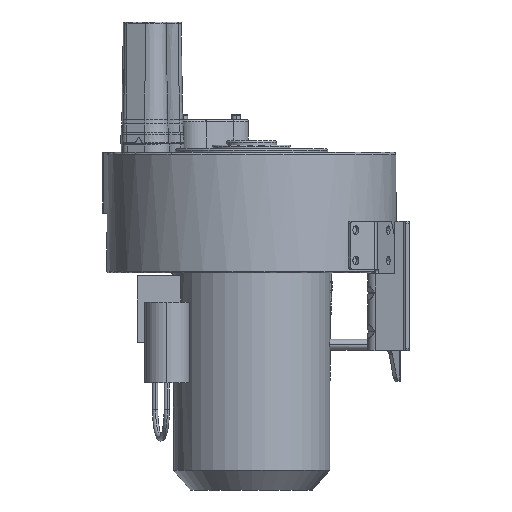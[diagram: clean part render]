
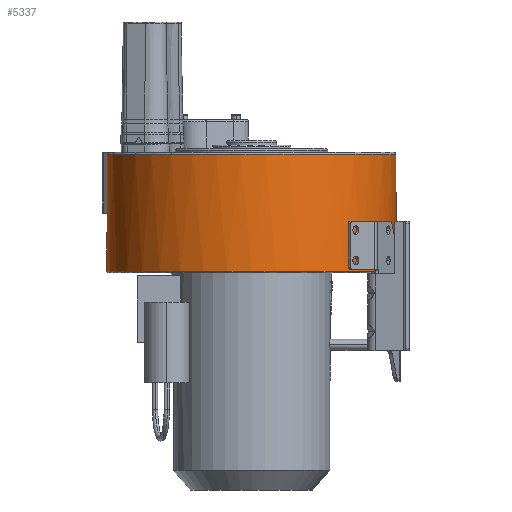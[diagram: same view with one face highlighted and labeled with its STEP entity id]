
A CAD part, left-side view. The second image highlights one B-rep face of the part: STEP entity #5337.
In plain terms, the highlighted cylindrical face has radius 162 mm (diameter 324 mm), a partial arc.
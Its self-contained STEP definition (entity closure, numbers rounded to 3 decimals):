
#1766=CARTESIAN_POINT('',(0.,0.,-15.2));
#1767=DIRECTION('',(0.,0.,-1.));
#1768=DIRECTION('',(0.975,0.221,0.));
#1769=AXIS2_PLACEMENT_3D('',#1766,#1767,#1768);
#1771=CARTESIAN_POINT('',(35.863,157.98,-15.2));
#1840=CARTESIAN_POINT('',(157.98,35.863,-15.2));
#1842=DIRECTION('',(0.,0.,-1.));
#1843=VECTOR('',#1842,65.);
#1844=CARTESIAN_POINT('',(137.068,86.35,-81.2));
#1845=LINE('',#1844,#1843);
#1846=CARTESIAN_POINT('',(0.,0.,-81.2));
#1847=DIRECTION('',(0.,0.,-1.));
#1848=DIRECTION('',(0.395,0.919,0.));
#1849=AXIS2_PLACEMENT_3D('',#1846,#1847,#1848);
#1851=CARTESIAN_POINT('',(0.,0.,-81.2));
#1852=DIRECTION('',(0.,0.,-1.));
#1853=DIRECTION('',(0.221,0.975,0.));
#1854=AXIS2_PLACEMENT_3D('',#1851,#1852,#1853);
#1856=DIRECTION('',(0.,0.,-1.));
#1857=VECTOR('',#1856,66.);
#1858=CARTESIAN_POINT('',(35.863,157.98,-15.2));
#1859=LINE('',#1858,#1857);
#1860=DIRECTION('',(0.,0.,-1.));
#1861=VECTOR('',#1860,66.);
#1862=CARTESIAN_POINT('',(157.98,35.863,-15.2));
#1863=LINE('',#1862,#1861);
#1864=CARTESIAN_POINT('',(0.,0.,-81.2));
#1865=DIRECTION('',(0.,0.,-1.));
#1866=DIRECTION('',(0.975,0.221,0.));
#1867=AXIS2_PLACEMENT_3D('',#1864,#1865,#1866);
#1869=CARTESIAN_POINT('',(0.,0.,-81.2));
#1870=DIRECTION('',(0.,0.,-1.));
#1871=DIRECTION('',(0.929,-0.37,0.));
#1872=AXIS2_PLACEMENT_3D('',#1869,#1870,#1871);
#1874=DIRECTION('',(0.,0.,-1.));
#1875=VECTOR('',#1874,65.);
#1876=CARTESIAN_POINT('',(137.068,-86.35,-81.2));
#1877=LINE('',#1876,#1875);
#1878=CARTESIAN_POINT('',(0.,0.,-146.2));
#1879=DIRECTION('',(0.,0.,1.));
#1880=DIRECTION('',(0.846,0.533,0.));
#1881=AXIS2_PLACEMENT_3D('',#1878,#1879,#1880);
#1952=CARTESIAN_POINT('',(137.068,86.35,-146.2));
#2639=CARTESIAN_POINT('',(137.068,-86.35,-81.2));
#2640=CARTESIAN_POINT('',(137.068,-86.35,-146.2));
#2641=VERTEX_POINT('',#2639);
#2642=VERTEX_POINT('',#2640);
#2644=VERTEX_POINT('',#1840);
#2645=VERTEX_POINT('',#1771);
#2648=VERTEX_POINT('',#1952);
#2748=CARTESIAN_POINT('',(150.5,-59.948,-81.2));
#2749=VERTEX_POINT('',#2748);
#2750=CARTESIAN_POINT('',(157.98,35.863,-81.2));
#2751=VERTEX_POINT('',#2750);
#2754=CARTESIAN_POINT('',(64.03,148.809,-81.2));
#2755=CARTESIAN_POINT('',(137.068,86.35,-81.2));
#2756=VERTEX_POINT('',#2754);
#2757=VERTEX_POINT('',#2755);
#2758=CARTESIAN_POINT('',(35.863,157.98,-81.2));
#2759=VERTEX_POINT('',#2758);
#5311=CARTESIAN_POINT('',(0.,0.,19.56));
#5312=DIRECTION('',(0.,0.,-1.));
#5313=DIRECTION('',(0.,-1.,0.));
#5314=AXIS2_PLACEMENT_3D('',#5311,#5312,#5313);
#5315=CYLINDRICAL_SURFACE('',#5314,162.);
#5317=ORIENTED_EDGE('',*,*,#5316,.F.);
#5319=ORIENTED_EDGE('',*,*,#5318,.F.);
#5321=ORIENTED_EDGE('',*,*,#5320,.F.);
#5323=ORIENTED_EDGE('',*,*,#5322,.F.);
#5325=ORIENTED_EDGE('',*,*,#5324,.F.);
#5326=ORIENTED_EDGE('',*,*,#5301,.F.);
#5328=ORIENTED_EDGE('',*,*,#5327,.T.);
#5330=ORIENTED_EDGE('',*,*,#5329,.T.);
#5332=ORIENTED_EDGE('',*,*,#5331,.T.);
#5334=ORIENTED_EDGE('',*,*,#5333,.T.);
#5335=EDGE_LOOP('',(#5317,#5319,#5321,#5323,#5325,#5326,#5328,#5330,#5332,
#5334));
#5336=FACE_OUTER_BOUND('',#5335,.F.);
#5337=ADVANCED_FACE('',(#5336),#5315,.T.);
#1770=CIRCLE('',#1769,162.);
#1850=CIRCLE('',#1849,162.);
#1855=CIRCLE('',#1854,162.);
#1868=CIRCLE('',#1867,162.);
#1873=CIRCLE('',#1872,162.);
#1882=CIRCLE('',#1881,162.);
#5301=EDGE_CURVE('',#2644,#2645,#1770,.T.);
#5316=EDGE_CURVE('',#2648,#2642,#1882,.T.);
#5318=EDGE_CURVE('',#2757,#2648,#1845,.T.);
#5320=EDGE_CURVE('',#2756,#2757,#1850,.T.);
#5322=EDGE_CURVE('',#2759,#2756,#1855,.T.);
#5324=EDGE_CURVE('',#2645,#2759,#1859,.T.);
#5327=EDGE_CURVE('',#2644,#2751,#1863,.T.);
#5329=EDGE_CURVE('',#2751,#2749,#1868,.T.);
#5331=EDGE_CURVE('',#2749,#2641,#1873,.T.);
#5333=EDGE_CURVE('',#2641,#2642,#1877,.T.);
